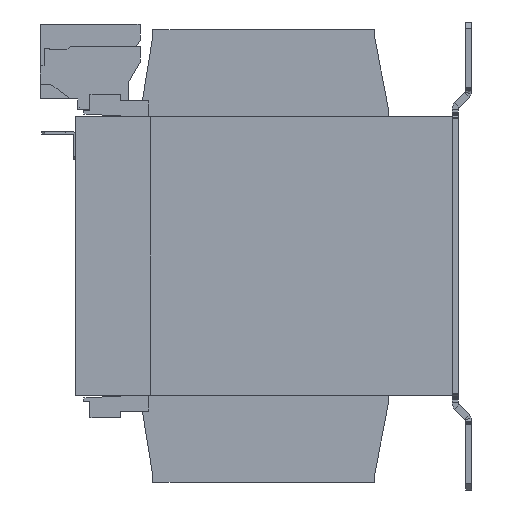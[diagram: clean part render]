
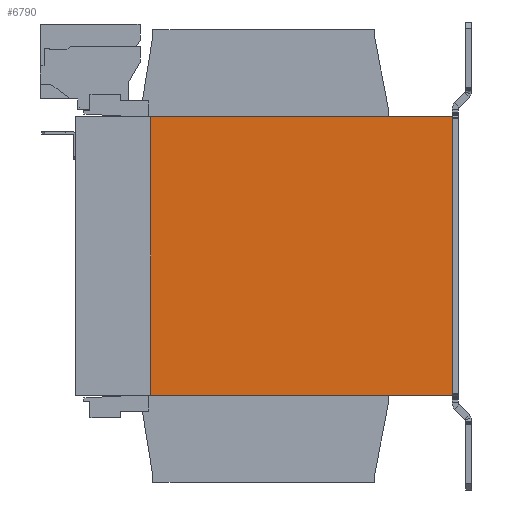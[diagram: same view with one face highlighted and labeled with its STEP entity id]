
A CAD part, left-side view. The second image highlights one B-rep face of the part: STEP entity #6790.
In plain terms, the highlighted planar face has unit normal (-1, 0, 0).
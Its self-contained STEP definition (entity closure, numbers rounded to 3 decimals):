
#152 = EDGE_LOOP ( 'NONE', ( #5811, #3415, #898, #4230, #7944, #6851 ) ) ;
#267 = VERTEX_POINT ( 'NONE', #8587 ) ;
#481 = CARTESIAN_POINT ( 'NONE',  ( -75., -62.5, 45.8 ) ) ;
#865 = CARTESIAN_POINT ( 'NONE',  ( -75., -62.5, 46.25 ) ) ;
#898 = ORIENTED_EDGE ( 'NONE', *, *, #5914, .T. ) ;
#988 = DIRECTION ( 'NONE',  ( 1., 0., 0. ) ) ;
#1039 = VECTOR ( 'NONE', #10052, 1000. ) ;
#1334 = VERTEX_POINT ( 'NONE', #3170 ) ;
#1574 = CARTESIAN_POINT ( 'NONE',  ( -75., 0., -46.25 ) ) ;
#1714 = LINE ( 'NONE', #3658, #8910 ) ;
#1931 = LINE ( 'NONE', #865, #9022 ) ;
#2095 = VERTEX_POINT ( 'NONE', #5001 ) ;
#2617 = LINE ( 'NONE', #9502, #6656 ) ;
#2833 = AXIS2_PLACEMENT_3D ( 'NONE', #5855, #988, #5034 ) ;
#3170 = CARTESIAN_POINT ( 'NONE',  ( -75., -62.5, 46.25 ) ) ;
#3415 = ORIENTED_EDGE ( 'NONE', *, *, #6469, .F. ) ;
#3653 = VERTEX_POINT ( 'NONE', #4026 ) ;
#3658 = CARTESIAN_POINT ( 'NONE',  ( -75., -62.5, 46.25 ) ) ;
#3969 = LINE ( 'NONE', #8384, #1039 ) ;
#4022 = EDGE_CURVE ( 'Defeature ausgef�hrt2_83+Defeature ausgef�hrt2_93+Defeature ausgef�hrt2_92+Defeature ausgef�hrt2_87', #3653, #1334, #2617, .T. ) ;
#4026 = CARTESIAN_POINT ( 'NONE',  ( -75., 37.5, 46.25 ) ) ;
#4114 = EDGE_CURVE ( 'Defeature ausgef�hrt2_93+Defeature ausgef�hrt2_84+Defeature ausgef�hrt2_92+Defeature ausgef�hrt2_86', #2095, #267, #5532, .T. ) ;
#4184 = VECTOR ( 'NONE', #9248, 1000. ) ;
#4230 = ORIENTED_EDGE ( 'NONE', *, *, #5291, .F. ) ;
#4583 = DIRECTION ( 'NONE',  ( 0., -1., 0. ) ) ;
#4633 = CARTESIAN_POINT ( 'NONE',  ( -75., -62.5, -45.8 ) ) ;
#4946 = DIRECTION ( 'NONE',  ( 0., 0., -1. ) ) ;
#5001 = CARTESIAN_POINT ( 'NONE',  ( -75., 37.5, -46.25 ) ) ;
#5034 = DIRECTION ( 'NONE',  ( 0., 1., 0. ) ) ;
#5291 = EDGE_CURVE ( 'Defeature ausgef�hrt2_87+Defeature ausgef�hrt2_93+Defeature ausgef�hrt2_83+Defeature ausgef�hrt2_197', #1334, #5483, #1931, .T. ) ;
#5483 = VERTEX_POINT ( 'NONE', #481 ) ;
#5532 = LINE ( 'NONE', #1574, #9442 ) ;
#5811 = ORIENTED_EDGE ( 'NONE', *, *, #4114, .T. ) ;
#5833 = LINE ( 'NONE', #7602, #4184 ) ;
#5855 = CARTESIAN_POINT ( 'NONE',  ( -75., 0., 46.25 ) ) ;
#5914 = EDGE_CURVE ( 'Defeature ausgef�hrt2_93+Defeature ausgef�hrt2_121+Defeature ausgef�hrt2_86+Defeature ausgef�hrt2_87', #9175, #5483, #5833, .T. ) ;
#6442 = DIRECTION ( 'NONE',  ( 0., -1., 0. ) ) ;
#6469 = EDGE_CURVE ( 'Defeature ausgef�hrt2_86+Defeature ausgef�hrt2_93+Defeature ausgef�hrt2_137+Defeature ausgef�hrt2_84', #9175, #267, #1714, .T. ) ;
#6656 = VECTOR ( 'NONE', #4583, 1000. ) ;
#6790 = ADVANCED_FACE ( 'Defeature ausgef�hrt2_93', ( #9012 ), #7438, .F. ) ;
#6851 = ORIENTED_EDGE ( 'NONE', *, *, #10032, .T. ) ;
#7438 = PLANE ( 'NONE',  #2833 ) ;
#7602 = CARTESIAN_POINT ( 'NONE',  ( -75., -62.5, -77.7 ) ) ;
#7944 = ORIENTED_EDGE ( 'NONE', *, *, #4022, .F. ) ;
#8384 = CARTESIAN_POINT ( 'NONE',  ( -75., 37.5, 46.25 ) ) ;
#8587 = CARTESIAN_POINT ( 'NONE',  ( -75., -62.5, -46.25 ) ) ;
#8910 = VECTOR ( 'NONE', #9431, 1000. ) ;
#9012 = FACE_OUTER_BOUND ( 'NONE', #152, .T. ) ;
#9022 = VECTOR ( 'NONE', #4946, 1000. ) ;
#9175 = VERTEX_POINT ( 'NONE', #4633 ) ;
#9248 = DIRECTION ( 'NONE',  ( 0., 0., 1. ) ) ;
#9431 = DIRECTION ( 'NONE',  ( 0., 0., -1. ) ) ;
#9442 = VECTOR ( 'NONE', #6442, 1000. ) ;
#9502 = CARTESIAN_POINT ( 'NONE',  ( -75., 0., 46.25 ) ) ;
#10032 = EDGE_CURVE ( 'Defeature ausgef�hrt2_93+Defeature ausgef�hrt2_92+Defeature ausgef�hrt2_83+Defeature ausgef�hrt2_84', #3653, #2095, #3969, .T. ) ;
#10052 = DIRECTION ( 'NONE',  ( 0., 0., -1. ) ) ;
